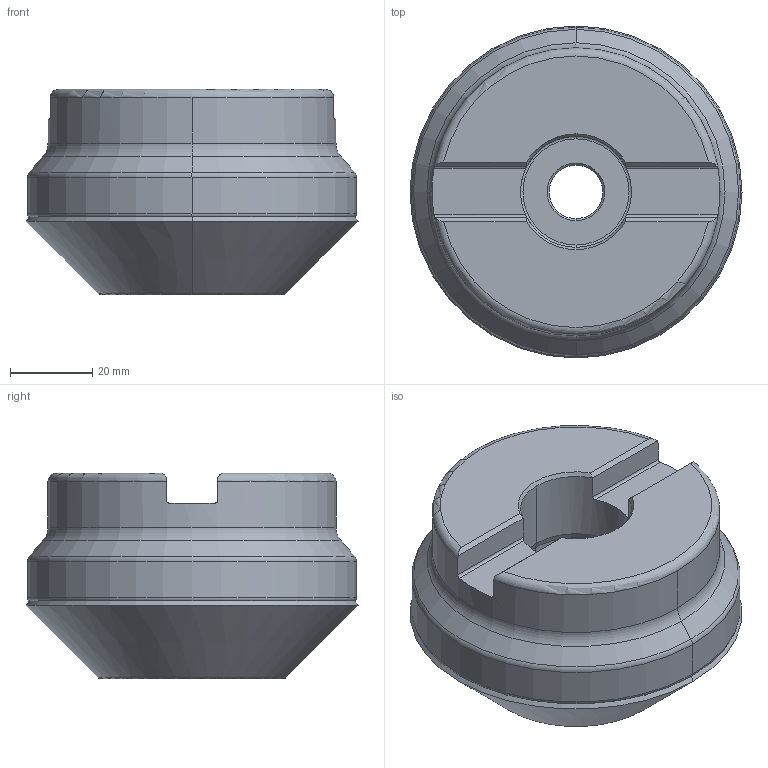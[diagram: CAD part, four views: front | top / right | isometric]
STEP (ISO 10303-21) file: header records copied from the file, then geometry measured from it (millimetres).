
FILE_DESCRIPTION((''),'2;1');
FILE_NAME('15N1H045050F2R00','2015-11-14T',('tewess'),(''),'PRO/ENGINEER BY PARAMETRIC TECHNOLOGY CORPORATION, 2011490','PRO/ENGINEER BY PARAMETRIC TECHNOLOGY CORPORATION, 2011490','');
FILE_SCHEMA(('AUTOMOTIVE_DESIGN { 1 2 10303 214 0 1 1 1 }'));
Length unit declared in the file: millimetre
Products named in the file (3): NOCUT; CUT; 15N1H045050F2R00
Assembly tree (2 placements, depth 2):
  15N1H045050F2R00
    NOCUT
    CUT
Bounding box: 80.69 x 80.69 x 49.98 mm (x, y, z)
Volume: 208054.2 mm3; surface area: 33729 mm2
Topology: 2 solids, 2 shells, 76 faces, 174 edges, 104 vertices
Faces by surface type: torus 18, plane 16, cylinder 16, cone 14, revolution 12
Entity records: 3687 total; most frequent: CARTESIAN_POINT 1228, DIRECTION 395, ORIENTED_EDGE 340, PRESENTATION_STYLE_ASSIGNMENT 181, STYLED_ITEM 181, CURVE_STYLE 179, EDGE_CURVE 170, AXIS2_PLACEMENT_3D 166
